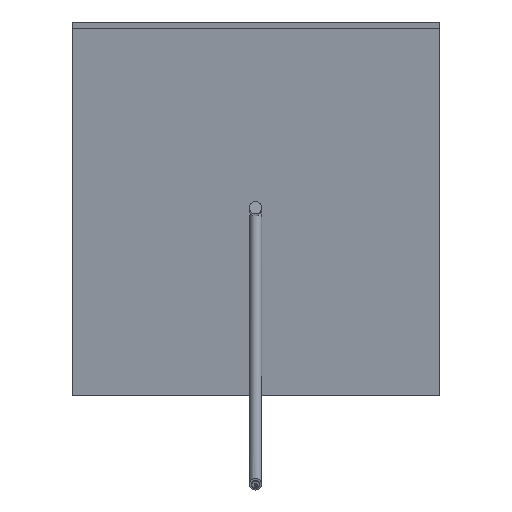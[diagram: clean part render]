
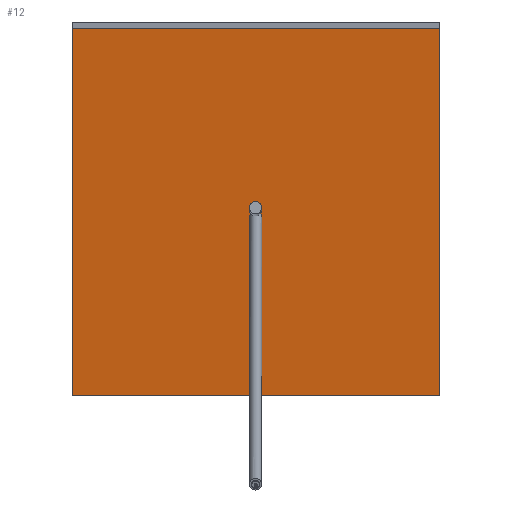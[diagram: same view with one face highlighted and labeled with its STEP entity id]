
A CAD part, top view. The second image highlights one B-rep face of the part: STEP entity #12.
In plain terms, the highlighted planar face has unit normal (0, -0.156, 0.988).
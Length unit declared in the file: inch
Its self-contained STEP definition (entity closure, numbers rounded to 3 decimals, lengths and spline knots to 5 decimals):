
#10 = VECTOR ( 'NONE', #5367, 39.37008 ) ;
#12 = ADVANCED_FACE ( 'NONE', ( #6272, #2627 ), #1630, .F. ) ;
#118 = DIRECTION ( 'NONE',  ( 0., 0.988, 0.156 ) ) ;
#226 = VERTEX_POINT ( 'NONE', #3550 ) ;
#260 = CARTESIAN_POINT ( 'NONE',  ( 0.19685, 8.62415, 1.42339 ) ) ;
#289 = ORIENTED_EDGE ( 'NONE', *, *, #493, .F. ) ;
#346 = CARTESIAN_POINT ( 'NONE',  ( -0.19685, 8.85827, 1.46047 ) ) ;
#400 = CARTESIAN_POINT ( 'NONE',  ( 0.19685, 8.85827, 1.46047 ) ) ;
#404 = VERTEX_POINT ( 'NONE', #3833 ) ;
#493 = EDGE_CURVE ( 'NONE', #3160, #5272, #2929, .T. ) ;
#538 = EDGE_CURVE ( 'NONE', #5272, #2422, #6156, .T. ) ;
#570 =( BOUNDED_CURVE ( )  B_SPLINE_CURVE ( 3, ( #4323, #5892, #6556, #1798 ),
 .UNSPECIFIED., .F., .T. ) 
 B_SPLINE_CURVE_WITH_KNOTS ( ( 4, 4 ),
 ( 4.71239, 7.85398 ),
 .UNSPECIFIED. ) 
 CURVE ( )  GEOMETRIC_REPRESENTATION_ITEM ( )  RATIONAL_B_SPLINE_CURVE ( ( 1., 0.333, 0.333, 1. ) ) 
 REPRESENTATION_ITEM ( '' )  );
#697 = CARTESIAN_POINT ( 'NONE',  ( -5.89467, 2.88128, 0.51381 ) ) ;
#699 = CARTESIAN_POINT ( 'NONE',  ( -5.89467, 2.88128, 0.51381 ) ) ;
#835 = VERTEX_POINT ( 'NONE', #1605 ) ;
#898 = CARTESIAN_POINT ( 'NONE',  ( 0.19685, 8.85827, 1.46047 ) ) ;
#914 = VERTEX_POINT ( 'NONE', #697 ) ;
#952 = ORIENTED_EDGE ( 'NONE', *, *, #538, .F. ) ;
#991 = ORIENTED_EDGE ( 'NONE', *, *, #5945, .T. ) ;
#1263 = CARTESIAN_POINT ( 'NONE',  ( -5.89467, 2.88128, 0.51381 ) ) ;
#1279 = ORIENTED_EDGE ( 'NONE', *, *, #5359, .T. ) ;
#1468 = LINE ( 'NONE', #3045, #3286 ) ;
#1506 = EDGE_LOOP ( 'NONE', ( #991, #4499, #6054, #952, #289, #1279 ) ) ;
#1605 = CARTESIAN_POINT ( 'NONE',  ( 0.19685, 8.62415, 1.42339 ) ) ;
#1611 = DIRECTION ( 'NONE',  ( 0., -0.988, -0.156 ) ) ;
#1630 = PLANE ( 'NONE',  #4313 ) ;
#1709 = VERTEX_POINT ( 'NONE', #2876 ) ;
#1791 = EDGE_CURVE ( 'NONE', #2422, #226, #5640, .T. ) ;
#1798 = CARTESIAN_POINT ( 'NONE',  ( -0.19685, 8.62415, 1.42339 ) ) ;
#1845 = CARTESIAN_POINT ( 'NONE',  ( 0.1585, 8.74154, 1.44198 ) ) ;
#1875 = CARTESIAN_POINT ( 'NONE',  ( 0.19685, 8.66676, 1.43014 ) ) ;
#1906 = CARTESIAN_POINT ( 'NONE',  ( 0.19685, 8.85827, 1.46047 ) ) ;
#1915 = CARTESIAN_POINT ( 'NONE',  ( -0.19685, 8.85827, 1.46047 ) ) ;
#1942 = CARTESIAN_POINT ( 'NONE',  ( -0.19685, 8.85827, 1.46047 ) ) ;
#1958 = EDGE_CURVE ( 'NONE', #914, #404, #5266, .T. ) ;
#1984 = EDGE_CURVE ( 'NONE', #1709, #226, #5682, .T. ) ;
#2291 = LINE ( 'NONE', #1263, #10 ) ;
#2333 = EDGE_LOOP ( 'NONE', ( #5468, #5721, #3357, #4813 ) ) ;
#2422 = VERTEX_POINT ( 'NONE', #346 ) ;
#2453 = CARTESIAN_POINT ( 'NONE',  ( 0.19685, 8.8159, 1.45376 ) ) ;
#2627 = FACE_OUTER_BOUND ( 'NONE', #2333, .T. ) ;
#2639 = CARTESIAN_POINT ( 'NONE',  ( -0.1585, 8.74154, 1.44198 ) ) ;
#2713 =( BOUNDED_CURVE ( )  B_SPLINE_CURVE ( 3, ( #1845, #4873, #1875, #260 ),
 .UNSPECIFIED., .F., .T. ) 
 B_SPLINE_CURVE_WITH_KNOTS ( ( 4, 4 ),
 ( 4.07761, 4.71239 ),
 .UNSPECIFIED. ) 
 CURVE ( )  GEOMETRIC_REPRESENTATION_ITEM ( )  RATIONAL_B_SPLINE_CURVE ( ( 1., 0.967, 0.967, 1. ) ) 
 REPRESENTATION_ITEM ( '' )  );
#2755 = CARTESIAN_POINT ( 'NONE',  ( -5.89467, 14.70045, 2.38578 ) ) ;
#2871 = LINE ( 'NONE', #2755, #4059 ) ;
#2876 = CARTESIAN_POINT ( 'NONE',  ( -0.19685, 8.62415, 1.42339 ) ) ;
#2929 =( BOUNDED_CURVE ( )  B_SPLINE_CURVE ( 3, ( #6071, #3446, #2453, #400 ),
 .UNSPECIFIED., .F., .T. ) 
 B_SPLINE_CURVE_WITH_KNOTS ( ( 4, 4 ),
 ( 4.07761, 4.71239 ),
 .UNSPECIFIED. ) 
 CURVE ( )  GEOMETRIC_REPRESENTATION_ITEM ( )  RATIONAL_B_SPLINE_CURVE ( ( 1., 0.967, 0.967, 1. ) ) 
 REPRESENTATION_ITEM ( '' )  );
#2966 = CARTESIAN_POINT ( 'NONE',  ( -0.18363, 8.70723, 1.43655 ) ) ;
#3045 = CARTESIAN_POINT ( 'NONE',  ( 5.92189, 2.88128, 0.51381 ) ) ;
#3160 = VERTEX_POINT ( 'NONE', #5514 ) ;
#3262 = CARTESIAN_POINT ( 'NONE',  ( 5.92189, 2.88128, 0.51381 ) ) ;
#3286 = VECTOR ( 'NONE', #1611, 39.37008 ) ;
#3357 = ORIENTED_EDGE ( 'NONE', *, *, #4976, .F. ) ;
#3364 = CARTESIAN_POINT ( 'NONE',  ( -0.19685, 8.66676, 1.43014 ) ) ;
#3366 = VERTEX_POINT ( 'NONE', #3262 ) ;
#3414 = CARTESIAN_POINT ( 'NONE',  ( -0.19685, 9.25197, 1.52283 ) ) ;
#3446 = CARTESIAN_POINT ( 'NONE',  ( 0.18363, 8.77565, 1.44739 ) ) ;
#3550 = CARTESIAN_POINT ( 'NONE',  ( -0.1585, 8.74154, 1.44198 ) ) ;
#3666 = CARTESIAN_POINT ( 'NONE',  ( 0., -0.00888, 0.05605 ) ) ;
#3833 = CARTESIAN_POINT ( 'NONE',  ( -5.89467, 14.70045, 2.38578 ) ) ;
#4059 = VECTOR ( 'NONE', #4745, 39.37008 ) ;
#4152 = EDGE_CURVE ( 'NONE', #3366, #914, #2291, .T. ) ;
#4313 = AXIS2_PLACEMENT_3D ( 'NONE', #3666, #5223, #118 ) ;
#4323 = CARTESIAN_POINT ( 'NONE',  ( 0.19685, 8.62415, 1.42339 ) ) ;
#4499 = ORIENTED_EDGE ( 'NONE', *, *, #1984, .T. ) ;
#4696 = CARTESIAN_POINT ( 'NONE',  ( -0.18363, 8.77565, 1.44739 ) ) ;
#4745 = DIRECTION ( 'NONE',  ( 1., 0., 0. ) ) ;
#4805 = DIRECTION ( 'NONE',  ( 0., 0.988, 0.156 ) ) ;
#4813 = ORIENTED_EDGE ( 'NONE', *, *, #6123, .F. ) ;
#4873 = CARTESIAN_POINT ( 'NONE',  ( 0.18363, 8.70723, 1.43655 ) ) ;
#4976 = EDGE_CURVE ( 'NONE', #6322, #3366, #1468, .T. ) ;
#5009 = CARTESIAN_POINT ( 'NONE',  ( 0.19685, 9.25197, 1.52283 ) ) ;
#5223 = DIRECTION ( 'NONE',  ( 0., 0.156, -0.988 ) ) ;
#5266 = LINE ( 'NONE', #699, #6375 ) ;
#5272 = VERTEX_POINT ( 'NONE', #1906 ) ;
#5333 = CARTESIAN_POINT ( 'NONE',  ( 5.92189, 14.70045, 2.38578 ) ) ;
#5359 = EDGE_CURVE ( 'NONE', #3160, #835, #2713, .T. ) ;
#5367 = DIRECTION ( 'NONE',  ( -1., 0., 0. ) ) ;
#5427 = CARTESIAN_POINT ( 'NONE',  ( -0.19685, 8.62415, 1.42339 ) ) ;
#5468 = ORIENTED_EDGE ( 'NONE', *, *, #1958, .F. ) ;
#5514 = CARTESIAN_POINT ( 'NONE',  ( 0.1585, 8.74154, 1.44198 ) ) ;
#5554 = CARTESIAN_POINT ( 'NONE',  ( -0.1585, 8.74154, 1.44198 ) ) ;
#5640 =( BOUNDED_CURVE ( )  B_SPLINE_CURVE ( 3, ( #1942, #6104, #4696, #2639 ),
 .UNSPECIFIED., .F., .T. ) 
 B_SPLINE_CURVE_WITH_KNOTS ( ( 4, 4 ),
 ( 1.5708, 2.20557 ),
 .UNSPECIFIED. ) 
 CURVE ( )  GEOMETRIC_REPRESENTATION_ITEM ( )  RATIONAL_B_SPLINE_CURVE ( ( 1., 0.967, 0.967, 1. ) ) 
 REPRESENTATION_ITEM ( '' )  );
#5682 =( BOUNDED_CURVE ( )  B_SPLINE_CURVE ( 3, ( #5427, #3364, #2966, #5554 ),
 .UNSPECIFIED., .F., .T. ) 
 B_SPLINE_CURVE_WITH_KNOTS ( ( 4, 4 ),
 ( 1.5708, 2.20557 ),
 .UNSPECIFIED. ) 
 CURVE ( )  GEOMETRIC_REPRESENTATION_ITEM ( )  RATIONAL_B_SPLINE_CURVE ( ( 1., 0.967, 0.967, 1. ) ) 
 REPRESENTATION_ITEM ( '' )  );
#5721 = ORIENTED_EDGE ( 'NONE', *, *, #4152, .F. ) ;
#5892 = CARTESIAN_POINT ( 'NONE',  ( 0.19685, 8.22826, 1.36069 ) ) ;
#5945 = EDGE_CURVE ( 'NONE', #835, #1709, #570, .T. ) ;
#6054 = ORIENTED_EDGE ( 'NONE', *, *, #1791, .F. ) ;
#6071 = CARTESIAN_POINT ( 'NONE',  ( 0.1585, 8.74154, 1.44198 ) ) ;
#6104 = CARTESIAN_POINT ( 'NONE',  ( -0.19685, 8.8159, 1.45376 ) ) ;
#6123 = EDGE_CURVE ( 'NONE', #404, #6322, #2871, .T. ) ;
#6156 =( BOUNDED_CURVE ( )  B_SPLINE_CURVE ( 3, ( #898, #5009, #3414, #1915 ),
 .UNSPECIFIED., .F., .T. ) 
 B_SPLINE_CURVE_WITH_KNOTS ( ( 4, 4 ),
 ( 4.71239, 7.85398 ),
 .UNSPECIFIED. ) 
 CURVE ( )  GEOMETRIC_REPRESENTATION_ITEM ( )  RATIONAL_B_SPLINE_CURVE ( ( 1., 0.333, 0.333, 1. ) ) 
 REPRESENTATION_ITEM ( '' )  );
#6272 = FACE_BOUND ( 'NONE', #1506, .T. ) ;
#6322 = VERTEX_POINT ( 'NONE', #5333 ) ;
#6375 = VECTOR ( 'NONE', #4805, 39.37008 ) ;
#6556 = CARTESIAN_POINT ( 'NONE',  ( -0.19685, 8.22826, 1.36069 ) ) ;
